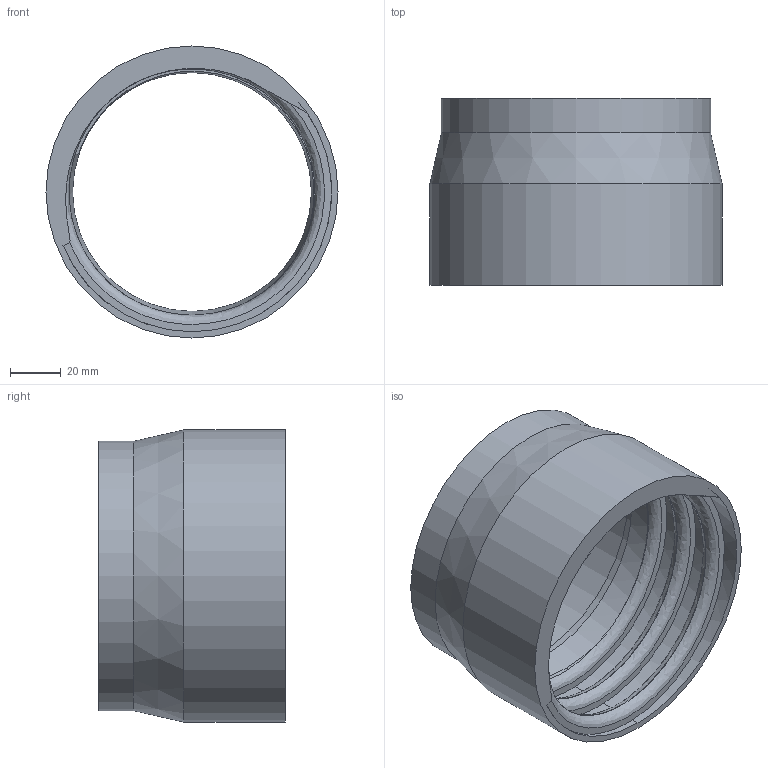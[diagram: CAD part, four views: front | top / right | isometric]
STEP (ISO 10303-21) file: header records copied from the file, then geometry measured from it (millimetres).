
FILE_DESCRIPTION(/* description */ ('','CAx-IF Rec.Pracs.---Representation and Presentation of Product Manufacturing Information (PMI)---4.0---2014-10-13'),/* implementation_level */ '2;1');
FILE_NAME(/* name */ 'MK2_EU_100mm-hose-adapter-to-100mm_REV2.stp',/* time_stamp */ '2025-01-15T19:30:21+01:00',/* author */ ('Capturing Dust'),/* organization */ ('Makerr.Studio'),/* preprocessor_version */ 'ST-DEVELOPER v18.1',/* originating_system */ 'Autodesk Inventor 2021',/* authorisation */ '');
FILE_SCHEMA (('AP242_MANAGED_MODEL_BASED_3D_ENGINEERING_MIM_LF { 1 0 10303 442 1 1 4 }'));
Length unit declared in the file: millimetre
Products named in the file (1): MK3_100mm-hose-adapter-to-100mm_REV2
Bounding box: 115 x 73.56 x 115 mm (x, y, z)
Volume: 122971.6 mm3; surface area: 61920.9 mm2
Topology: 1 solids, 1 shells, 24 faces, 58 edges, 37 vertices
Faces by surface type: cylinder 11, plane 5, bspline 5, cone 3
Full cylindrical faces by diameter (mm): 97 x2, 100 x1, 106 x1, 110 x2, 115 x1
Entity records: 2085 total; most frequent: CARTESIAN_POINT 1501, ORIENTED_EDGE 116, DIRECTION 98, EDGE_CURVE 58, AXIS2_PLACEMENT_3D 39, VERTEX_POINT 37, EDGE_LOOP 27, FACE_OUTER_BOUND 24
